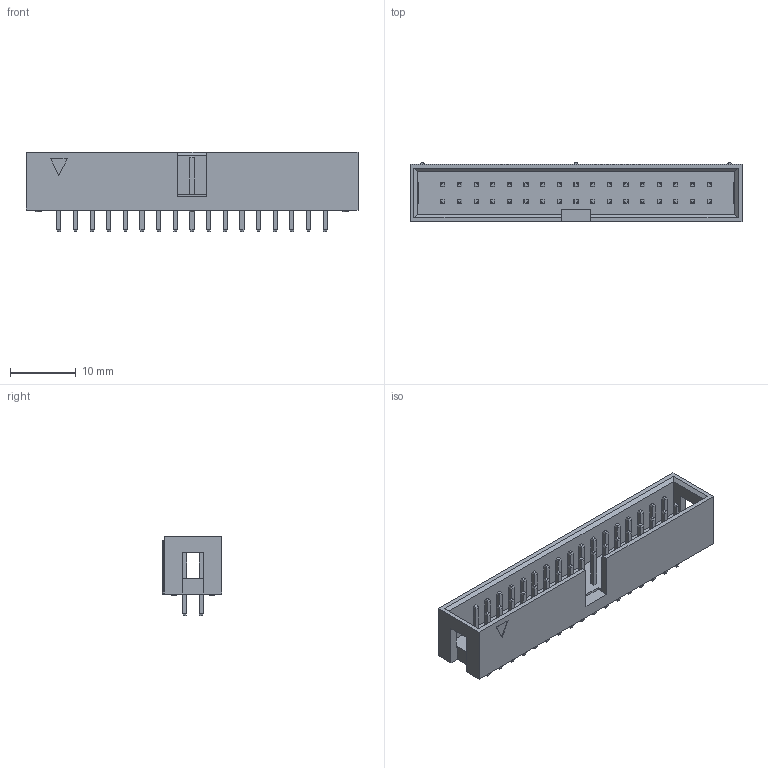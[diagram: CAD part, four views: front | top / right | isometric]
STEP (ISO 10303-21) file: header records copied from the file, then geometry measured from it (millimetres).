
FILE_DESCRIPTION(/* description */ (''),/* implementation_level */ '2;1');
FILE_NAME(/* name */ 'Sullins SBH11-PBPC-D17-ST-BK.step',/* time_stamp */ '2023-11-27T23:05:40Z',/* author */ (''),/* organization */ (''),/* preprocessor_version */ 'ST-DEVELOPER v20',/* originating_system */ 'Autodesk Translation Framework v12.14.0.127',/* authorisation */ '');
FILE_SCHEMA (('CONFIG_CONTROL_DESIGN','AP203_CONFIGURATION_CONTROLLED_3D_DESIGN_OF_MECHANICAL_PARTS_AND_ASSEMBLIES_MIM_LF { 1 0 10303 203 3 1 4 }','AUTOMOTIVE_DESIGN { 1 0 10303 214 3 1 1 }'));
Length unit declared in the file: millimetre
Products named in the file (1): Sullins SBH11-PBPC-D17-ST-BK
Bounding box: 50.68 x 9.1 x 12.1 mm (x, y, z)
Volume: 1936.4 mm3; surface area: 3349.9 mm2
Topology: 1 solids, 1 shells, 806 faces, 1788 edges, 1055 vertices
Faces by surface type: plane 796, bspline 6, cylinder 4
Entity records: 21681 total; most frequent: CARTESIAN_POINT 3859, ORIENTED_EDGE 3576, DIRECTION 3415, EDGE_CURVE 1788, LINE 1761, VECTOR 1761, VERTEX_POINT 1055, EDGE_LOOP 881
